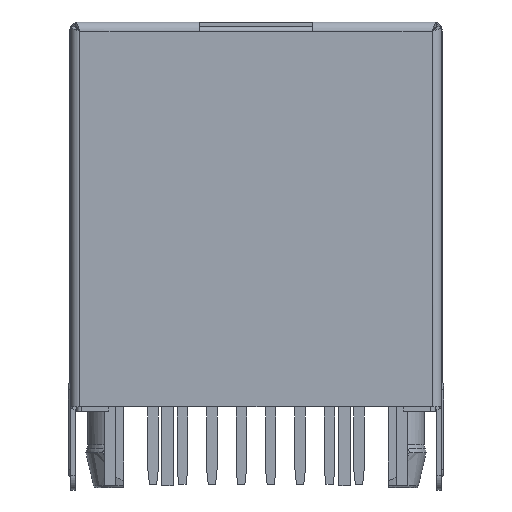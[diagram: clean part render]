
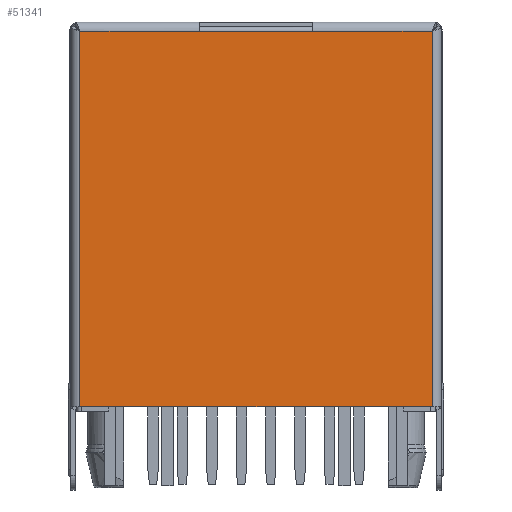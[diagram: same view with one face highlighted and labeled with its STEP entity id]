
A CAD part, front view. The second image highlights one B-rep face of the part: STEP entity #51341.
In plain terms, the highlighted planar face has unit normal (0, -1, 0).
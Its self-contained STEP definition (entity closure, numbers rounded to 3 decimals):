
#562 = DIRECTION ( 'NONE',  ( -1., 0., 0. ) ) ;
#1931 = ORIENTED_EDGE ( 'NONE', *, *, #47454, .T. ) ;
#2136 = LINE ( 'NONE', #32959, #49010 ) ;
#2973 = EDGE_CURVE ( 'NONE', #51950, #23415, #52525, .T. ) ;
#6970 = AXIS2_PLACEMENT_3D ( 'NONE', #57923, #48758, #54383 ) ;
#8813 = VECTOR ( 'NONE', #15172, 1000. ) ;
#9044 = FACE_OUTER_BOUND ( 'NONE', #24923, .T. ) ;
#11010 = DIRECTION ( 'NONE',  ( -1., 0., 0. ) ) ;
#11883 = CARTESIAN_POINT ( 'NONE',  ( 36.499, -5.83, -15.298 ) ) ;
#14335 = CARTESIAN_POINT ( 'NONE',  ( 44.099, -5.83, 0.902 ) ) ;
#14427 = VECTOR ( 'NONE', #29682, 1000. ) ;
#15172 = DIRECTION ( 'NONE',  ( -1., 0., 0. ) ) ;
#16766 = VERTEX_POINT ( 'NONE', #20331 ) ;
#20331 = CARTESIAN_POINT ( 'NONE',  ( 44.099, -5.83, -15.298 ) ) ;
#20456 = VERTEX_POINT ( 'NONE', #14335 ) ;
#20824 = CARTESIAN_POINT ( 'NONE',  ( 38.949, -5.83, 0.902 ) ) ;
#21015 = VECTOR ( 'NONE', #38345, 1000. ) ;
#22462 = ORIENTED_EDGE ( 'NONE', *, *, #26282, .T. ) ;
#23415 = VERTEX_POINT ( 'NONE', #57430 ) ;
#24923 = EDGE_LOOP ( 'NONE', ( #52302, #56640, #1931, #28626, #22462, #41545 ) ) ;
#26026 = LINE ( 'NONE', #44108, #42984 ) ;
#26282 = EDGE_CURVE ( 'NONE', #23415, #53440, #26026, .T. ) ;
#28626 = ORIENTED_EDGE ( 'NONE', *, *, #2973, .T. ) ;
#29505 = VECTOR ( 'NONE', #562, 1000. ) ;
#29682 = DIRECTION ( 'NONE',  ( 1., 0., 0. ) ) ;
#29983 = CARTESIAN_POINT ( 'NONE',  ( 36.499, -5.83, 0.902 ) ) ;
#32959 = CARTESIAN_POINT ( 'NONE',  ( 36.499, -5.83, 0.902 ) ) ;
#34186 = LINE ( 'NONE', #51997, #21015 ) ;
#38281 = LINE ( 'NONE', #11883, #14427 ) ;
#38345 = DIRECTION ( 'NONE',  ( 0., 0., 1. ) ) ;
#39658 = DIRECTION ( 'NONE',  ( 0., 0., -1. ) ) ;
#40796 = CARTESIAN_POINT ( 'NONE',  ( 28.899, -5.83, -15.298 ) ) ;
#41545 = ORIENTED_EDGE ( 'NONE', *, *, #50038, .T. ) ;
#41557 = CARTESIAN_POINT ( 'NONE',  ( 34.049, -5.83, 0.902 ) ) ;
#42434 = VERTEX_POINT ( 'NONE', #20824 ) ;
#42760 = EDGE_CURVE ( 'NONE', #20456, #42434, #2136, .T. ) ;
#42984 = VECTOR ( 'NONE', #39658, 1000. ) ;
#44108 = CARTESIAN_POINT ( 'NONE',  ( 28.899, -5.83, -7.198 ) ) ;
#47454 = EDGE_CURVE ( 'NONE', #42434, #51950, #58605, .T. ) ;
#48758 = DIRECTION ( 'NONE',  ( 0., -1., 0. ) ) ;
#49010 = VECTOR ( 'NONE', #11010, 1000. ) ;
#49695 = EDGE_CURVE ( 'NONE', #16766, #20456, #34186, .T. ) ;
#49939 = PLANE ( 'NONE',  #6970 ) ;
#50038 = EDGE_CURVE ( 'NONE', #53440, #16766, #38281, .T. ) ;
#50624 = CARTESIAN_POINT ( 'NONE',  ( 36.499, -5.83, 0.902 ) ) ;
#51341 = ADVANCED_FACE ( 'NONE', ( #9044 ), #49939, .T. ) ;
#51950 = VERTEX_POINT ( 'NONE', #41557 ) ;
#51997 = CARTESIAN_POINT ( 'NONE',  ( 44.099, -5.83, -7.198 ) ) ;
#52302 = ORIENTED_EDGE ( 'NONE', *, *, #49695, .T. ) ;
#52525 = LINE ( 'NONE', #29983, #8813 ) ;
#53440 = VERTEX_POINT ( 'NONE', #40796 ) ;
#54383 = DIRECTION ( 'NONE',  ( 1., 0., 0. ) ) ;
#56640 = ORIENTED_EDGE ( 'NONE', *, *, #42760, .T. ) ;
#57430 = CARTESIAN_POINT ( 'NONE',  ( 28.899, -5.83, 0.902 ) ) ;
#57923 = CARTESIAN_POINT ( 'NONE',  ( 28.899, -5.83, -15.298 ) ) ;
#58605 = LINE ( 'NONE', #50624, #29505 ) ;
